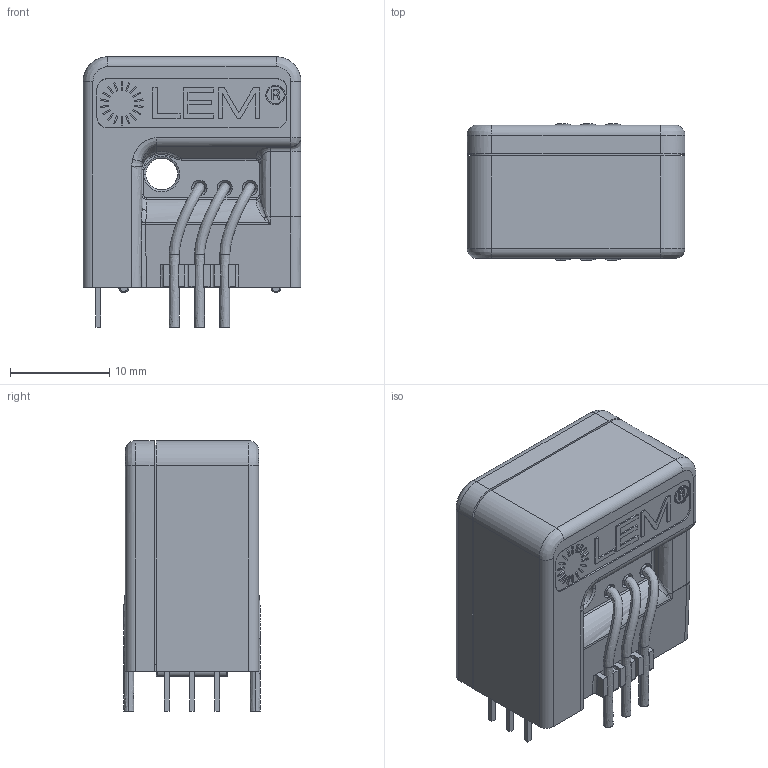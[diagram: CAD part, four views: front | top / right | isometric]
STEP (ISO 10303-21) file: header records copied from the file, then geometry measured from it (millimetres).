
FILE_DESCRIPTION(/* description */ (''),/* implementation_level */ '2;1');
FILE_NAME(/* name */ 'lem_lxs',/* time_stamp */ '2020-01-23T04:32:05-03:00',/* author */ (''),/* organization */ (''),/* preprocessor_version */ 'ST-DEVELOPER v10',/* originating_system */ '',/* authorisation */ '');
FILE_SCHEMA (('AUTOMOTIVE_DESIGN'));
Length unit declared in the file: millimetre
Products named in the file (3): 1; 2; 3
Assembly tree (2 placements, depth 3):
  1
    2
      3
Bounding box: 21.92 x 13.76 x 27.2 mm (x, y, z)
Surface area: 2831.5 mm2 (no closed solid volume)
Topology: 0 solids, 1 shells, 552 faces, 1460 edges, 917 vertices
Faces by surface type: plane 312, bspline 240
Entity records: 24220 total; most frequent: CARTESIAN_POINT 15171, ORIENTED_EDGE 2888, EDGE_CURVE 1453, B_SPLINE_CURVE_WITH_KNOTS 1033, VERTEX_POINT 917, EDGE_LOOP 592, ADVANCED_FACE 552, FACE_OUTER_BOUND 552
